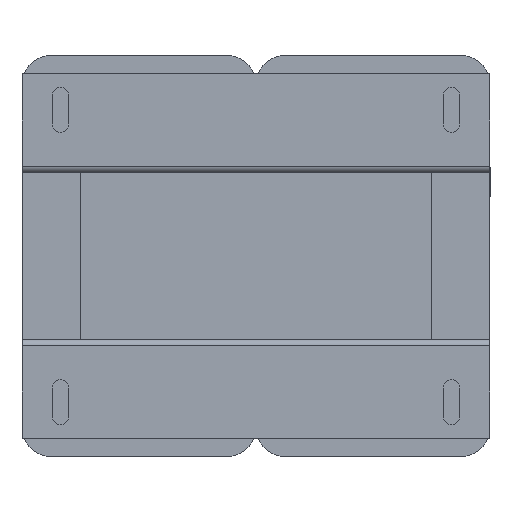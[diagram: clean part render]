
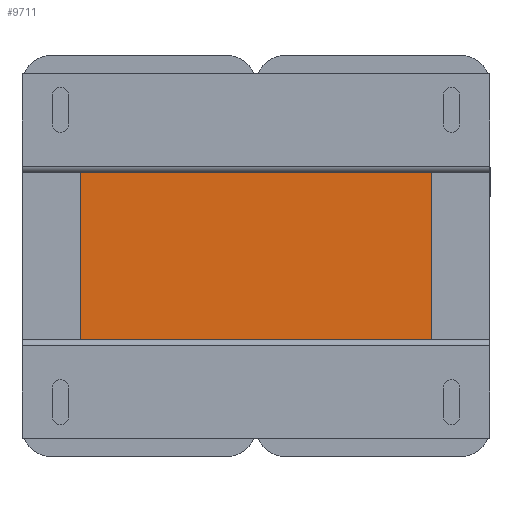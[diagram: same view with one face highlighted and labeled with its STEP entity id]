
A CAD part, front view. The second image highlights one B-rep face of the part: STEP entity #9711.
In plain terms, the highlighted planar face has unit normal (0, -1, 0).
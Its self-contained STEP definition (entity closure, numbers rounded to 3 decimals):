
#88 = CARTESIAN_POINT ( 'NONE',  ( 105., -175., -50. ) ) ;
#404 = VECTOR ( 'NONE', #8700, 1000. ) ;
#411 = EDGE_CURVE ( 'NONE', #9957, #24158, #21839, .T. ) ;
#2188 = EDGE_CURVE ( 'NONE', #13830, #21967, #12741, .T. ) ;
#2212 = LINE ( 'NONE', #13544, #17325 ) ;
#4120 = EDGE_LOOP ( 'NONE', ( #9010, #5745, #15659, #7503 ) ) ;
#4566 = DIRECTION ( 'NONE',  ( 1., 0., 0. ) ) ;
#5745 = ORIENTED_EDGE ( 'NONE', *, *, #411, .F. ) ;
#6416 = CARTESIAN_POINT ( 'NONE',  ( -105., -175., -50. ) ) ;
#7117 = DIRECTION ( 'NONE',  ( 0., 0., -1. ) ) ;
#7503 = ORIENTED_EDGE ( 'NONE', *, *, #2188, .T. ) ;
#8700 = DIRECTION ( 'NONE',  ( 0., 0., -1. ) ) ;
#9010 = ORIENTED_EDGE ( 'NONE', *, *, #16670, .T. ) ;
#9056 = CARTESIAN_POINT ( 'NONE',  ( -105., -175., 50. ) ) ;
#9711 = ADVANCED_FACE ( 'NONE', ( #21379 ), #22989, .F. ) ;
#9957 = VERTEX_POINT ( 'NONE', #23202 ) ;
#12741 = LINE ( 'NONE', #18386, #15614 ) ;
#13205 = AXIS2_PLACEMENT_3D ( 'NONE', #13604, #17135, #19261 ) ;
#13544 = CARTESIAN_POINT ( 'NONE',  ( -105., -175., 50. ) ) ;
#13604 = CARTESIAN_POINT ( 'NONE',  ( -105., -175., 50. ) ) ;
#13830 = VERTEX_POINT ( 'NONE', #9056 ) ;
#15614 = VECTOR ( 'NONE', #7117, 1000. ) ;
#15659 = ORIENTED_EDGE ( 'NONE', *, *, #21844, .F. ) ;
#16074 = CARTESIAN_POINT ( 'NONE',  ( -105., -175., -50. ) ) ;
#16305 = LINE ( 'NONE', #6416, #23790 ) ;
#16670 = EDGE_CURVE ( 'NONE', #21967, #24158, #16305, .T. ) ;
#17135 = DIRECTION ( 'NONE',  ( 0., 1., 0. ) ) ;
#17325 = VECTOR ( 'NONE', #21056, 1000. ) ;
#18234 = CARTESIAN_POINT ( 'NONE',  ( 105., -175., 50. ) ) ;
#18386 = CARTESIAN_POINT ( 'NONE',  ( -105., -175., 50. ) ) ;
#19261 = DIRECTION ( 'NONE',  ( 0., 0., 1. ) ) ;
#21056 = DIRECTION ( 'NONE',  ( 1., 0., 0. ) ) ;
#21379 = FACE_OUTER_BOUND ( 'NONE', #4120, .T. ) ;
#21839 = LINE ( 'NONE', #18234, #404 ) ;
#21844 = EDGE_CURVE ( 'NONE', #13830, #9957, #2212, .T. ) ;
#21967 = VERTEX_POINT ( 'NONE', #16074 ) ;
#22989 = PLANE ( 'NONE',  #13205 ) ;
#23202 = CARTESIAN_POINT ( 'NONE',  ( 105., -175., 50. ) ) ;
#23790 = VECTOR ( 'NONE', #4566, 1000. ) ;
#24158 = VERTEX_POINT ( 'NONE', #88 ) ;
